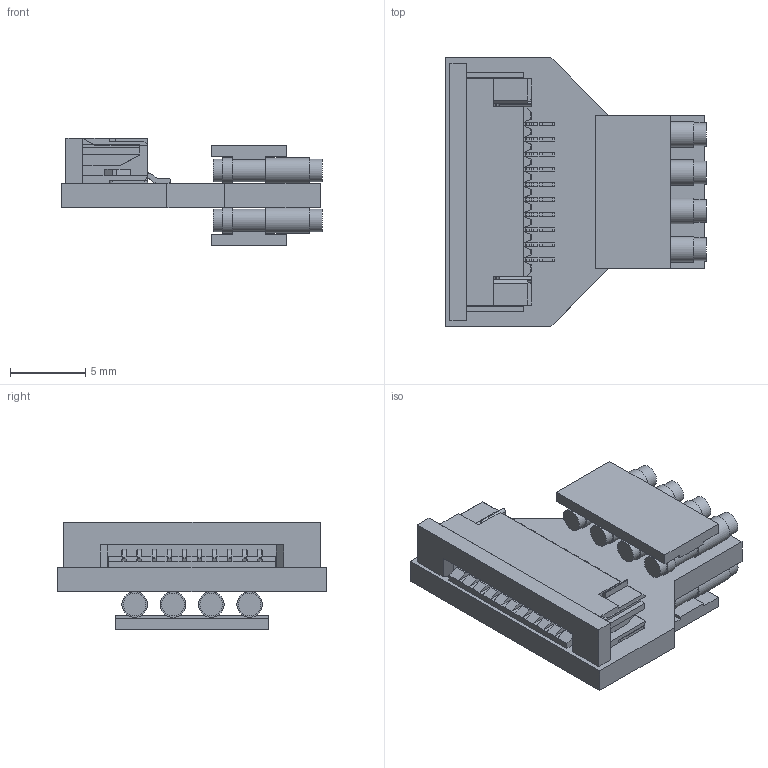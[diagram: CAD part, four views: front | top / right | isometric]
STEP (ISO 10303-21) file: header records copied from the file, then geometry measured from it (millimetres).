
FILE_DESCRIPTION(('FreeCAD Model'),'2;1');
FILE_NAME('Open CASCADE Shape Model','2021-01-20T21:23:08',('Author'),( ''),'Open CASCADE STEP processor 7.4','FreeCAD','Unknown');
FILE_SCHEMA(('AUTOMOTIVE_DESIGN { 1 0 10303 214 1 1 1 1 }'));
Length unit declared in the file: millimetre
Products named in the file (10): umbilical_V2; Board_Geoms_10e1; Local_CS_10e1; Pcb_10e1; PCB_Sketch_10e1; Step_Models_10e1; Top_10e1; J10_ZF1-10-01-T-WT-TR001_60089AD0; J9_8MM-11-004-02-131_600627A0; Bot_10e1
Assembly tree (10 placements, depth 4):
  umbilical_V2
    Board_Geoms_10e1
      Local_CS_10e1
      Pcb_10e1
      PCB_Sketch_10e1
    Step_Models_10e1
      Top_10e1
        J10_ZF1-10-01-T-WT-TR001_60089AD0
        J9_8MM-11-004-02-131_600627A0
      Bot_10e1
        J9_8MM-11-004-02-131_600627A0
Bounding box: 17.29 x 17.78 x 7.15 mm (x, y, z)
Volume: 757.9 mm3; surface area: 1987.1 mm2
Topology: 16 solids, 16 shells, 1090 faces, 3116 edges, 2044 vertices
Faces by surface type: plane 781, cylinder 309
Full cylindrical faces by diameter (mm): 1.5 x24, 1.7 x16
Entity records: 34823 total; most frequent: CARTESIAN_POINT 6067, ORIENTED_EDGE 6048, DIRECTION 5740, EDGE_CURVE 3024, LINE 2418, VECTOR 2418, VERTEX_POINT 1972, AXIS2_PLACEMENT_3D 1661
